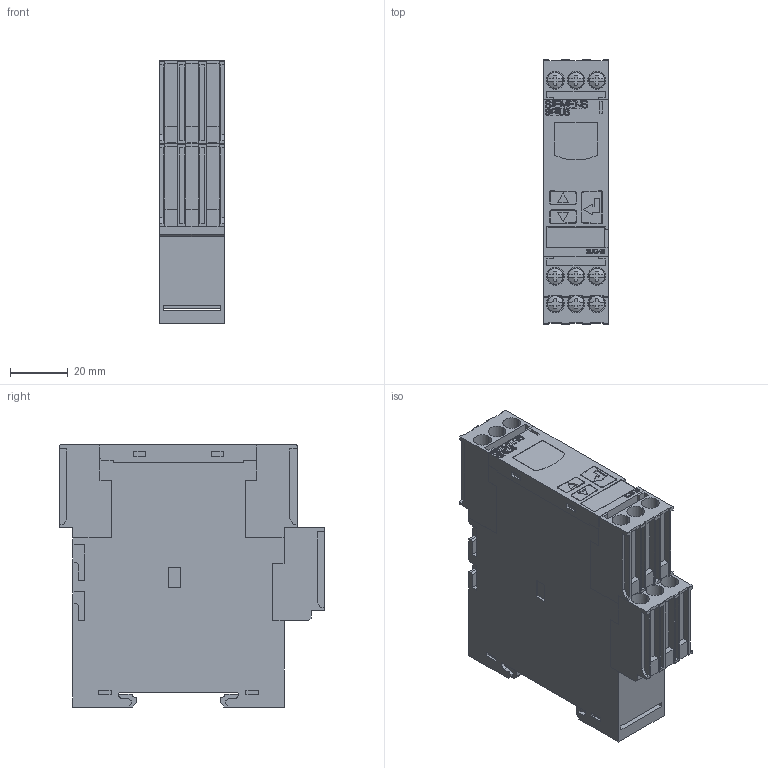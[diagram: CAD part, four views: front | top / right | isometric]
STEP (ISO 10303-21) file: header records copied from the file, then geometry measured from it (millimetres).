
FILE_DESCRIPTION(('STEP AP214'),'1');
FILE_NAME('cctmp_1E59E859-A208-4C0F-8D44-CD85BD8802D6_2023_08_15_13_09_55_0773..stp','2023-08-15T11:09:57',('SIEMENS A&D'),('CADClick - www.CADClick.com'),'Spatial InterOp 3D postprocessed',' ','unknown authorization');
FILE_SCHEMA(('AUTOMOTIVE_DESIGN'));
Length unit declared in the file: millimetre
Products named in the file (3): cc_unnamed; 2023_08_15_13_09_55_0707; 2023_08_15_13_09_55_0703
Assembly tree (2 placements, depth 2):
  cc_unnamed
    2023_08_15_13_09_55_0707
    2023_08_15_13_09_55_0703
Bounding box: 22.5 x 91.9 x 91 mm (x, y, z)
Volume: 152809.3 mm3; surface area: 34003.1 mm2
Topology: 2 solids, 2 shells, 1094 faces, 3045 edges, 2026 vertices
Faces by surface type: plane 683, cylinder 237, bspline 174
Entity records: 46729 total; most frequent: CARTESIAN_POINT 16250, ORIENTED_EDGE 6090, DIRECTION 4897, EDGE_CURVE 3045, LINE 2235, VECTOR 2235, VERTEX_POINT 2026, AXIS2_PLACEMENT_3D 1331
